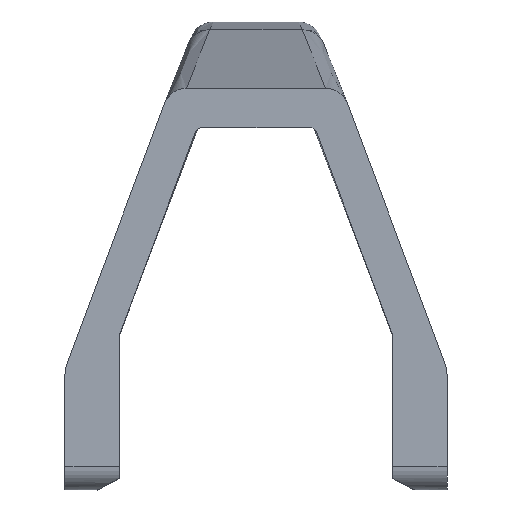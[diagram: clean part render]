
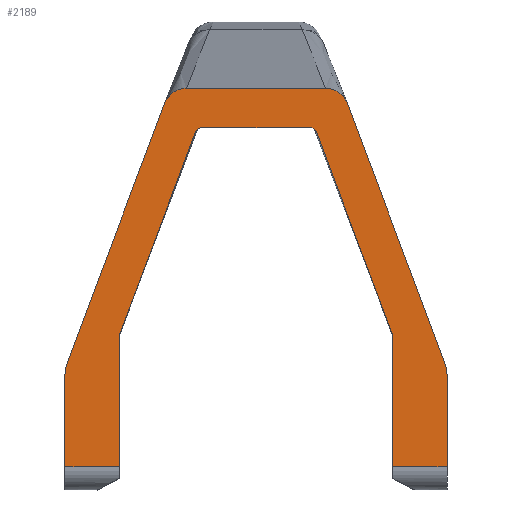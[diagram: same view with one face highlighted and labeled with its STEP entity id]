
A CAD part, front view. The second image highlights one B-rep face of the part: STEP entity #2189.
In plain terms, the highlighted planar face has unit normal (0, -1, 0).
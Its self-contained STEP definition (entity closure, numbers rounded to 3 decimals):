
#163=CARTESIAN_POINT('',(-17.5,129.,45.427));
#164=VERTEX_POINT('',#163);
#172=CARTESIAN_POINT('',(-17.5,129.,28.5));
#173=VERTEX_POINT('',#172);
#174=CARTESIAN_POINT('',(-17.5,129.,28.5));
#175=DIRECTION('',(0.,0.,1.));
#176=VECTOR('',#175,16.927);
#177=LINE('',#174,#176);
#178=EDGE_CURVE('',#173,#164,#177,.T.);
#697=CARTESIAN_POINT('',(17.5,129.,28.5));
#698=VERTEX_POINT('',#697);
#706=CARTESIAN_POINT('',(17.5,129.,45.427));
#707=VERTEX_POINT('',#706);
#708=CARTESIAN_POINT('',(17.5,129.,45.427));
#709=DIRECTION('',(-0.,-0.,-1.));
#710=VECTOR('',#709,16.927);
#711=LINE('',#708,#710);
#712=EDGE_CURVE('',#707,#698,#711,.T.);
#875=CARTESIAN_POINT('',(24.5,129.,40.093));
#876=VERTEX_POINT('',#875);
#877=CARTESIAN_POINT('',(24.5,129.,28.5));
#878=VERTEX_POINT('',#877);
#879=CARTESIAN_POINT('',(24.5,129.,40.093));
#880=DIRECTION('',(-0.,-0.,-1.));
#881=VECTOR('',#880,11.593);
#882=LINE('',#879,#881);
#883=EDGE_CURVE('',#876,#878,#882,.T.);
#1206=CARTESIAN_POINT('',(7.793,129.,71.311));
#1207=VERTEX_POINT('',#1206);
#1208=CARTESIAN_POINT('',(7.793,129.,71.311));
#1209=DIRECTION('',(0.351,0.,-0.936));
#1210=VECTOR('',#1209,27.645);
#1211=LINE('',#1208,#1210);
#1212=EDGE_CURVE('',#1207,#707,#1211,.T.);
#1284=CARTESIAN_POINT('',(-7.793,129.,71.311));
#1285=VERTEX_POINT('',#1284);
#1293=CARTESIAN_POINT('',(-17.5,129.,45.427));
#1294=DIRECTION('',(0.351,-0.,0.936));
#1295=VECTOR('',#1294,27.645);
#1296=LINE('',#1293,#1295);
#1297=EDGE_CURVE('',#164,#1285,#1296,.T.);
#1308=CARTESIAN_POINT('',(-6.852,129.,71.967));
#1309=VERTEX_POINT('',#1308);
#1343=CARTESIAN_POINT('',(6.852,129.,71.967));
#1344=VERTEX_POINT('',#1343);
#1352=CARTESIAN_POINT('',(-6.852,129.,71.967));
#1353=DIRECTION('',(1.,0.,-0.));
#1354=VECTOR('',#1353,13.703);
#1355=LINE('',#1352,#1354);
#1356=EDGE_CURVE('',#1309,#1344,#1355,.T.);
#2028=CARTESIAN_POINT('',(0.845,129.,53.984));
#2029=DIRECTION('',(0.,1.,0.));
#2030=DIRECTION('',(0.,0.,1.));
#2031=AXIS2_PLACEMENT_3D('',#2028,#2029,#2030);
#2032=PLANE('',#2031);
#2033=ORIENTED_EDGE('',*,*,#712,.T.);
#2034=CARTESIAN_POINT('',(17.5,129.,28.5));
#2035=DIRECTION('',(1.,0.,-0.));
#2036=VECTOR('',#2035,7.);
#2037=LINE('',#2034,#2036);
#2038=EDGE_CURVE('',#698,#878,#2037,.T.);
#2039=ORIENTED_EDGE('',*,*,#2038,.T.);
#2040=ORIENTED_EDGE('',*,*,#883,.F.);
#2041=CARTESIAN_POINT('',(24.182,129.,41.849));
#2042=VERTEX_POINT('',#2041);
#2043=CARTESIAN_POINT('',(24.5,129.,40.093));
#2044=CARTESIAN_POINT('',(24.5,129.,40.393));
#2045=CARTESIAN_POINT('',(24.473,129.,40.692));
#2046=CARTESIAN_POINT('',(24.419,129.,40.986));
#2047=CARTESIAN_POINT('',(24.366,129.,41.281));
#2048=CARTESIAN_POINT('',(24.287,129.,41.569));
#2049=CARTESIAN_POINT('',(24.182,129.,41.849));
#2050=B_SPLINE_CURVE_WITH_KNOTS('',3,(#2043,#2044,#2045,#2046,#2047,#2048,#2049),.UNSPECIFIED.,.F.,.F.,(4,3,4),(0.,0.001,0.002),.UNSPECIFIED.);
#2051=EDGE_CURVE('',#876,#2042,#2050,.T.);
#2052=ORIENTED_EDGE('',*,*,#2051,.T.);
#2053=CARTESIAN_POINT('',(11.738,129.,75.033));
#2054=VERTEX_POINT('',#2053);
#2055=CARTESIAN_POINT('',(11.738,129.,75.033));
#2056=DIRECTION('',(0.351,-0.,-0.936));
#2057=VECTOR('',#2056,35.44);
#2058=LINE('',#2055,#2057);
#2059=EDGE_CURVE('',#2054,#2042,#2058,.T.);
#2060=ORIENTED_EDGE('',*,*,#2059,.F.);
#2061=CARTESIAN_POINT('',(8.913,129.,77.));
#2062=VERTEX_POINT('',#2061);
#2063=CARTESIAN_POINT('',(11.738,129.,75.033));
#2064=CARTESIAN_POINT('',(11.63,129.,75.321));
#2065=CARTESIAN_POINT('',(11.482,129.,75.586));
#2066=CARTESIAN_POINT('',(11.294,129.,75.828));
#2067=CARTESIAN_POINT('',(11.201,129.,75.949));
#2068=CARTESIAN_POINT('',(11.097,129.,76.063));
#2069=CARTESIAN_POINT('',(10.987,129.,76.168));
#2070=CARTESIAN_POINT('',(10.877,129.,76.273));
#2071=CARTESIAN_POINT('',(10.76,129.,76.369));
#2072=CARTESIAN_POINT('',(10.635,129.,76.456));
#2073=CARTESIAN_POINT('',(10.51,129.,76.544));
#2074=CARTESIAN_POINT('',(10.376,129.,76.622));
#2075=CARTESIAN_POINT('',(10.24,129.,76.69));
#2076=CARTESIAN_POINT('',(10.103,129.,76.757));
#2077=CARTESIAN_POINT('',(9.962,129.,76.814));
#2078=CARTESIAN_POINT('',(9.818,129.,76.86));
#2079=CARTESIAN_POINT('',(9.673,129.,76.906));
#2080=CARTESIAN_POINT('',(9.523,129.,76.941));
#2081=CARTESIAN_POINT('',(9.371,129.,76.965));
#2082=CARTESIAN_POINT('',(9.219,129.,76.988));
#2083=CARTESIAN_POINT('',(9.067,129.,77.));
#2084=CARTESIAN_POINT('',(8.913,129.,77.));
#2085=B_SPLINE_CURVE_WITH_KNOTS('',3,(#2063,#2064,#2065,#2066,#2067,#2068,#2069,#2070,#2071,#2072,#2073,#2074,#2075,#2076,#2077,#2078,#2079,#2080,#2081,#2082,#2083,#2084),.UNSPECIFIED.,.F.,.F.,(4,3,3,3,3,3,3,4),(0.,0.001,0.001,0.002,0.002,0.003,0.003,0.004),.UNSPECIFIED.);
#2086=EDGE_CURVE('',#2054,#2062,#2085,.T.);
#2087=ORIENTED_EDGE('',*,*,#2086,.T.);
#2088=CARTESIAN_POINT('',(-8.913,129.,77.));
#2089=VERTEX_POINT('',#2088);
#2090=CARTESIAN_POINT('',(-8.913,129.,77.));
#2091=DIRECTION('',(1.,0.,-0.));
#2092=VECTOR('',#2091,17.825);
#2093=LINE('',#2090,#2092);
#2094=EDGE_CURVE('',#2089,#2062,#2093,.T.);
#2095=ORIENTED_EDGE('',*,*,#2094,.F.);
#2096=CARTESIAN_POINT('',(-11.738,129.,75.033));
#2097=VERTEX_POINT('',#2096);
#2098=CARTESIAN_POINT('',(-8.913,129.,77.));
#2099=CARTESIAN_POINT('',(-9.22,129.,77.));
#2100=CARTESIAN_POINT('',(-9.52,129.,76.954));
#2101=CARTESIAN_POINT('',(-9.812,129.,76.861));
#2102=CARTESIAN_POINT('',(-9.959,129.,76.815));
#2103=CARTESIAN_POINT('',(-10.101,129.,76.758));
#2104=CARTESIAN_POINT('',(-10.238,129.,76.691));
#2105=CARTESIAN_POINT('',(-10.374,129.,76.624));
#2106=CARTESIAN_POINT('',(-10.505,129.,76.547));
#2107=CARTESIAN_POINT('',(-10.63,129.,76.46));
#2108=CARTESIAN_POINT('',(-10.755,129.,76.372));
#2109=CARTESIAN_POINT('',(-10.875,129.,76.274));
#2110=CARTESIAN_POINT('',(-10.985,129.,76.169));
#2111=CARTESIAN_POINT('',(-11.096,129.,76.065));
#2112=CARTESIAN_POINT('',(-11.198,129.,75.952));
#2113=CARTESIAN_POINT('',(-11.291,129.,75.832));
#2114=CARTESIAN_POINT('',(-11.384,129.,75.712));
#2115=CARTESIAN_POINT('',(-11.47,129.,75.583));
#2116=CARTESIAN_POINT('',(-11.544,129.,75.449));
#2117=CARTESIAN_POINT('',(-11.619,129.,75.316));
#2118=CARTESIAN_POINT('',(-11.684,129.,75.177));
#2119=CARTESIAN_POINT('',(-11.738,129.,75.033));
#2120=B_SPLINE_CURVE_WITH_KNOTS('',3,(#2098,#2099,#2100,#2101,#2102,#2103,#2104,#2105,#2106,#2107,#2108,#2109,#2110,#2111,#2112,#2113,#2114,#2115,#2116,#2117,#2118,#2119),.UNSPECIFIED.,.F.,.F.,(4,3,3,3,3,3,3,4),(0.,0.001,0.001,0.002,0.002,0.003,0.003,0.004),.UNSPECIFIED.);
#2121=EDGE_CURVE('',#2089,#2097,#2120,.T.);
#2122=ORIENTED_EDGE('',*,*,#2121,.T.);
#2123=CARTESIAN_POINT('',(-24.182,129.,41.849));
#2124=VERTEX_POINT('',#2123);
#2125=CARTESIAN_POINT('',(-24.182,129.,41.849));
#2126=DIRECTION('',(0.351,-0.,0.936));
#2127=VECTOR('',#2126,35.44);
#2128=LINE('',#2125,#2127);
#2129=EDGE_CURVE('',#2124,#2097,#2128,.T.);
#2130=ORIENTED_EDGE('',*,*,#2129,.F.);
#2131=CARTESIAN_POINT('',(-24.5,129.,40.093));
#2132=VERTEX_POINT('',#2131);
#2133=CARTESIAN_POINT('',(-24.182,129.,41.849));
#2134=CARTESIAN_POINT('',(-24.287,129.,41.569));
#2135=CARTESIAN_POINT('',(-24.366,129.,41.279));
#2136=CARTESIAN_POINT('',(-24.42,129.,40.985));
#2137=CARTESIAN_POINT('',(-24.473,129.,40.69));
#2138=CARTESIAN_POINT('',(-24.5,129.,40.393));
#2139=CARTESIAN_POINT('',(-24.5,129.,40.093));
#2140=B_SPLINE_CURVE_WITH_KNOTS('',3,(#2133,#2134,#2135,#2136,#2137,#2138,#2139),.UNSPECIFIED.,.F.,.F.,(4,3,4),(0.,0.001,0.002),.UNSPECIFIED.);
#2141=EDGE_CURVE('',#2124,#2132,#2140,.T.);
#2142=ORIENTED_EDGE('',*,*,#2141,.T.);
#2143=CARTESIAN_POINT('',(-24.5,129.,28.5));
#2144=VERTEX_POINT('',#2143);
#2145=CARTESIAN_POINT('',(-24.5,129.,28.5));
#2146=DIRECTION('',(0.,0.,1.));
#2147=VECTOR('',#2146,11.593);
#2148=LINE('',#2145,#2147);
#2149=EDGE_CURVE('',#2144,#2132,#2148,.T.);
#2150=ORIENTED_EDGE('',*,*,#2149,.F.);
#2151=CARTESIAN_POINT('',(-24.5,129.,28.5));
#2152=DIRECTION('',(1.,0.,-0.));
#2153=VECTOR('',#2152,7.);
#2154=LINE('',#2151,#2153);
#2155=EDGE_CURVE('',#2144,#173,#2154,.T.);
#2156=ORIENTED_EDGE('',*,*,#2155,.T.);
#2157=ORIENTED_EDGE('',*,*,#178,.T.);
#2158=ORIENTED_EDGE('',*,*,#1297,.T.);
#2159=CARTESIAN_POINT('',(-7.793,129.,71.311));
#2160=CARTESIAN_POINT('',(-7.757,129.,71.407));
#2161=CARTESIAN_POINT('',(-7.708,129.,71.495));
#2162=CARTESIAN_POINT('',(-7.646,129.,71.576));
#2163=CARTESIAN_POINT('',(-7.583,129.,71.657));
#2164=CARTESIAN_POINT('',(-7.509,129.,71.727));
#2165=CARTESIAN_POINT('',(-7.426,129.,71.786));
#2166=CARTESIAN_POINT('',(-7.259,129.,71.902));
#2167=CARTESIAN_POINT('',(-7.057,129.,71.967));
#2168=CARTESIAN_POINT('',(-6.852,129.,71.967));
#2169=B_SPLINE_CURVE_WITH_KNOTS('',3,(#2159,#2160,#2161,#2162,#2163,#2164,#2165,#2166,#2167,#2168),.UNSPECIFIED.,.F.,.F.,(4,3,3,4),(0.,0.,0.001,0.001),.UNSPECIFIED.);
#2170=EDGE_CURVE('',#1285,#1309,#2169,.T.);
#2171=ORIENTED_EDGE('',*,*,#2170,.T.);
#2172=ORIENTED_EDGE('',*,*,#1356,.T.);
#2173=CARTESIAN_POINT('',(6.852,129.,71.967));
#2174=CARTESIAN_POINT('',(6.954,129.,71.967));
#2175=CARTESIAN_POINT('',(7.054,129.,71.951));
#2176=CARTESIAN_POINT('',(7.152,129.,71.921));
#2177=CARTESIAN_POINT('',(7.249,129.,71.89));
#2178=CARTESIAN_POINT('',(7.341,129.,71.845));
#2179=CARTESIAN_POINT('',(7.424,129.,71.787));
#2180=CARTESIAN_POINT('',(7.591,129.,71.67));
#2181=CARTESIAN_POINT('',(7.721,129.,71.503));
#2182=CARTESIAN_POINT('',(7.793,129.,71.311));
#2183=B_SPLINE_CURVE_WITH_KNOTS('',3,(#2173,#2174,#2175,#2176,#2177,#2178,#2179,#2180,#2181,#2182),.UNSPECIFIED.,.F.,.F.,(4,3,3,4),(0.,0.,0.001,0.001),.UNSPECIFIED.);
#2184=EDGE_CURVE('',#1344,#1207,#2183,.T.);
#2185=ORIENTED_EDGE('',*,*,#2184,.T.);
#2186=ORIENTED_EDGE('',*,*,#1212,.T.);
#2187=EDGE_LOOP('',(#2033,#2039,#2040,#2052,#2060,#2087,#2095,#2122,#2130,#2142,#2150,#2156,#2157,#2158,#2171,#2172,#2185,#2186));
#2188=FACE_BOUND('',#2187,.T.);
#2189=ADVANCED_FACE('',(#2188),#2032,.F.);
